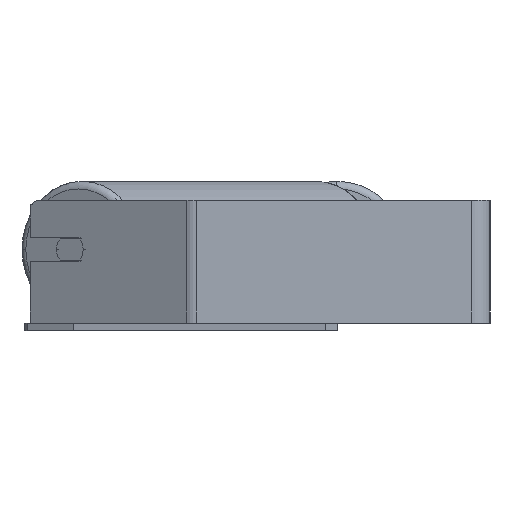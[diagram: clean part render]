
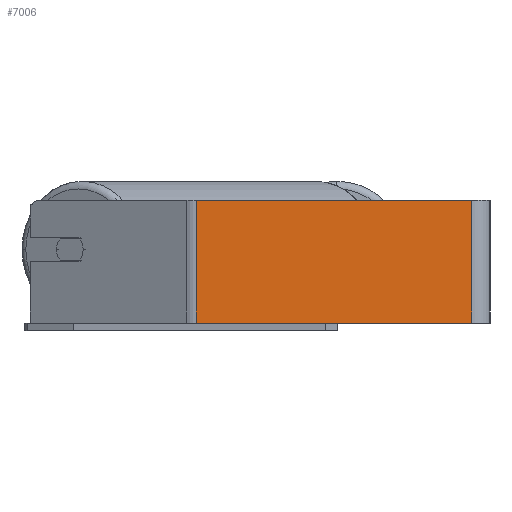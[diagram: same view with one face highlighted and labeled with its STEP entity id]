
A CAD part, left-side view. The second image highlights one B-rep face of the part: STEP entity #7006.
In plain terms, the highlighted planar face has unit normal (-1, 0, 0).
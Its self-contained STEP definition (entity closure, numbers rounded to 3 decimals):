
#334 = EDGE_CURVE ( 'NONE', #4439, #1677, #1696, .T. ) ;
#339 = DIRECTION ( 'NONE',  ( 0., 1., 0. ) ) ;
#1410 = ORIENTED_EDGE ( 'NONE', *, *, #4167, .T. ) ;
#1677 = VERTEX_POINT ( 'NONE', #7530 ) ;
#1696 = LINE ( 'NONE', #8629, #2636 ) ;
#1905 = CARTESIAN_POINT ( 'NONE',  ( -525., 12., 40. ) ) ;
#2281 = CARTESIAN_POINT ( 'NONE',  ( -525., 194.916, -40. ) ) ;
#2636 = VECTOR ( 'NONE', #5156, 1000. ) ;
#3134 = VERTEX_POINT ( 'NONE', #8652 ) ;
#3155 = DIRECTION ( 'NONE',  ( 0., -1., 0. ) ) ;
#3171 = DIRECTION ( 'NONE',  ( 1., 0., 0. ) ) ;
#3193 = LINE ( 'NONE', #2281, #6505 ) ;
#3630 = CARTESIAN_POINT ( 'NONE',  ( -525., 191.701, -40. ) ) ;
#3737 = EDGE_LOOP ( 'NONE', ( #6963, #4683, #4271, #1410 ) ) ;
#3930 = CARTESIAN_POINT ( 'NONE',  ( -525., 191.701, 40. ) ) ;
#3948 = FACE_OUTER_BOUND ( 'NONE', #3737, .T. ) ;
#4167 = EDGE_CURVE ( 'NONE', #4439, #8428, #6058, .T. ) ;
#4271 = ORIENTED_EDGE ( 'NONE', *, *, #334, .F. ) ;
#4365 = EDGE_CURVE ( 'NONE', #8428, #3134, #3193, .T. ) ;
#4439 = VERTEX_POINT ( 'NONE', #3930 ) ;
#4605 = EDGE_CURVE ( 'NONE', #1677, #3134, #8310, .T. ) ;
#4683 = ORIENTED_EDGE ( 'NONE', *, *, #4605, .F. ) ;
#5061 = VECTOR ( 'NONE', #5566, 1000. ) ;
#5156 = DIRECTION ( 'NONE',  ( 0., -1., 0. ) ) ;
#5327 = CARTESIAN_POINT ( 'NONE',  ( -525., 191.701, 40. ) ) ;
#5328 = CARTESIAN_POINT ( 'NONE',  ( -525., 194.916, 40. ) ) ;
#5548 = AXIS2_PLACEMENT_3D ( 'NONE', #5328, #3171, #339 ) ;
#5566 = DIRECTION ( 'NONE',  ( 0., 0., -1. ) ) ;
#6058 = LINE ( 'NONE', #5327, #8702 ) ;
#6505 = VECTOR ( 'NONE', #3155, 1000. ) ;
#6651 = PLANE ( 'NONE',  #5548 ) ;
#6963 = ORIENTED_EDGE ( 'NONE', *, *, #4365, .T. ) ;
#7006 = ADVANCED_FACE ( 'NONE', ( #3948 ), #6651, .F. ) ;
#7530 = CARTESIAN_POINT ( 'NONE',  ( -525., 12., 40. ) ) ;
#8121 = DIRECTION ( 'NONE',  ( 0., 0., -1. ) ) ;
#8310 = LINE ( 'NONE', #1905, #5061 ) ;
#8428 = VERTEX_POINT ( 'NONE', #3630 ) ;
#8629 = CARTESIAN_POINT ( 'NONE',  ( -525., 194.916, 40. ) ) ;
#8652 = CARTESIAN_POINT ( 'NONE',  ( -525., 12., -40. ) ) ;
#8702 = VECTOR ( 'NONE', #8121, 1000. ) ;
